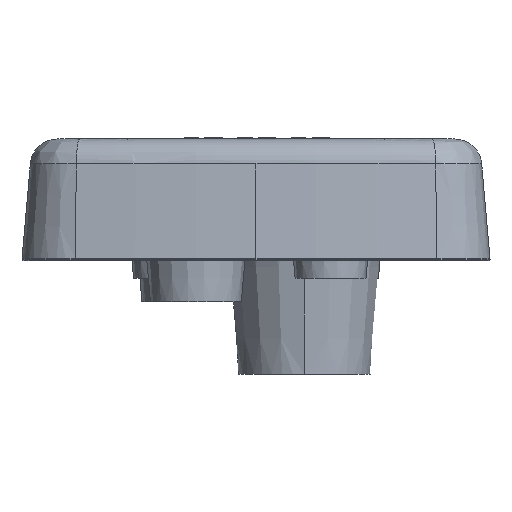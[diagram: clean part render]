
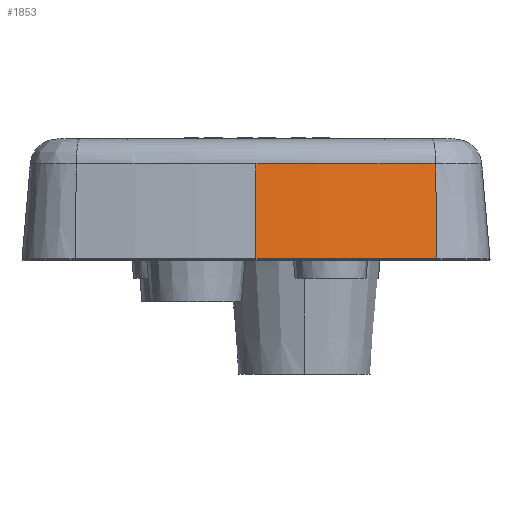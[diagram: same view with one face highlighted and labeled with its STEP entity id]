
A CAD part, front view. The second image highlights one B-rep face of the part: STEP entity #1853.
In plain terms, the highlighted conical face has half-angle 5 degrees and reference radius 182.518 mm.
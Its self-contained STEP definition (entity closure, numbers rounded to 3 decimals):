
#1553=AXIS2_PLACEMENT_3D('Circle Axis2P3D',#1551,#1552,$) ;
#1833=AXIS2_PLACEMENT_3D('Cone Axis2P3D',#1830,#1831,#1832) ;
#1844=AXIS2_PLACEMENT_3D('Circle Axis2P3D',#1842,#1843,$) ;
#1530=CARTESIAN_POINT('Vertex',(51.456,1.379,14.317)) ;
#1551=CARTESIAN_POINT('Axis2P3D Location',(29.033,183.033,14.317)) ;
#1555=CARTESIAN_POINT('Vertex',(29.033,0.,14.317)) ;
#1808=CARTESIAN_POINT('Vertex',(51.33,2.401,26.096)) ;
#1813=CARTESIAN_POINT('Line Origine',(5389.563,-43244.254,-498037.033)) ;
#1830=CARTESIAN_POINT('Axis2P3D Location',(29.033,183.033,20.207)) ;
#1835=CARTESIAN_POINT('Line Origine',(29.033,-43486.097,-497034.046)) ;
#1839=CARTESIAN_POINT('Vertex',(29.033,1.031,26.096)) ;
#1842=CARTESIAN_POINT('Axis2P3D Location',(29.033,183.033,26.096)) ;
#1552=DIRECTION('Axis2P3D Direction',(0.,-0.,-1.)) ;
#1814=DIRECTION('Vector Direction',(0.011,-0.086,-0.996)) ;
#1831=DIRECTION('Axis2P3D Direction',(0.,0.,-1.)) ;
#1832=DIRECTION('Axis2P3D XDirection',(0.,1.,0.)) ;
#1836=DIRECTION('Vector Direction',(0.,-0.087,-0.996)) ;
#1843=DIRECTION('Axis2P3D Direction',(0.,0.,-1.)) ;
#1815=VECTOR('Line Direction',#1814,1.) ;
#1837=VECTOR('Line Direction',#1836,1.) ;
#1848=ORIENTED_EDGE('',*,*,#1841,.T.) ;
#1849=ORIENTED_EDGE('',*,*,#1557,.F.) ;
#1850=ORIENTED_EDGE('',*,*,#1817,.F.) ;
#1851=ORIENTED_EDGE('',*,*,#1846,.F.) ;
#1853=ADVANCED_FACE('Hauptkoerper',(#1852),#1834,.T.) ;
#1554=CIRCLE('generated circle',#1553,183.033) ;
#1845=CIRCLE('generated circle',#1844,182.003) ;
#1834=CONICAL_SURFACE('Cone',#1833,182.518,0.087) ;
#1557=EDGE_CURVE('',#1531,#1556,#1554,.T.) ;
#1817=EDGE_CURVE('',#1809,#1531,#1816,.T.) ;
#1841=EDGE_CURVE('',#1840,#1556,#1838,.T.) ;
#1846=EDGE_CURVE('',#1840,#1809,#1845,.F.) ;
#1847=EDGE_LOOP('',(#1848,#1849,#1850,#1851)) ;
#1852=FACE_OUTER_BOUND('',#1847,.T.) ;
#1816=LINE('Line',#1813,#1815) ;
#1838=LINE('Line',#1835,#1837) ;
#1531=VERTEX_POINT('',#1530) ;
#1556=VERTEX_POINT('',#1555) ;
#1809=VERTEX_POINT('',#1808) ;
#1840=VERTEX_POINT('',#1839) ;
